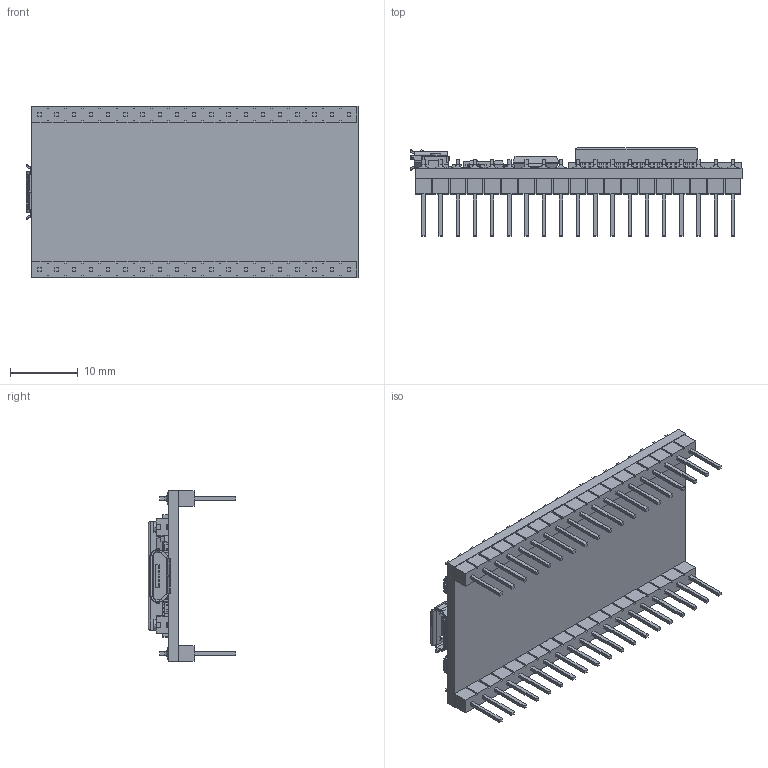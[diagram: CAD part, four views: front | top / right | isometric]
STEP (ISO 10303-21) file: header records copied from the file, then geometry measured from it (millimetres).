
FILE_DESCRIPTION(('CAx-IF Rec.Pracs.---Model Styling and Organization---1.5---2016-08-15','CAx-IF Rec.Pracs.---Geometric and Assembly Validation Properties---4.4---2016-08-17','CAx-IF Rec.Pracs.---User Defined Attributes---1.5---2016-08-15','CAx-IF Rec.Pracs.---External References---2.1---2005-01-19'),'2;1');
FILE_NAME('ESP32Wroom4.stp','2021-11-17T06:26:56',('Unspecified'),('Unspecified'),'CAD Exchanger 3.10.1 (cadexchanger.com)','Unspecified','');
FILE_SCHEMA(('AUTOMOTIVE_DESIGN { 1 0 10303 214 1 1 1 1 }'));
Products named in the file (1): ESP32Wroom4
Bounding box: 49.05 x 13 x 25.4 mm (x, y, z)
Volume: 3438.9 mm3; surface area: 6476.6 mm2
Topology: 90 solids, 128 shells, 3658 faces, 9595 edges, 6408 vertices
Faces by surface type: plane 2870, cylinder 527, bspline 165, torus 48, sphere 40, cone 8
Entity records: 142618 total; most frequent: CARTESIAN_POINT 24167, ORIENTED_EDGE 19126, DIRECTION 17140, EDGE_CURVE 9563, LINE 7948, VECTOR 7948, VERTEX_POINT 6408, AXIS2_PLACEMENT_3D 4596
